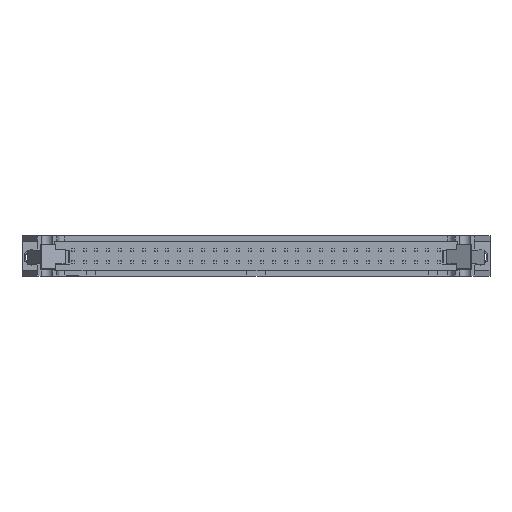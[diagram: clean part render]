
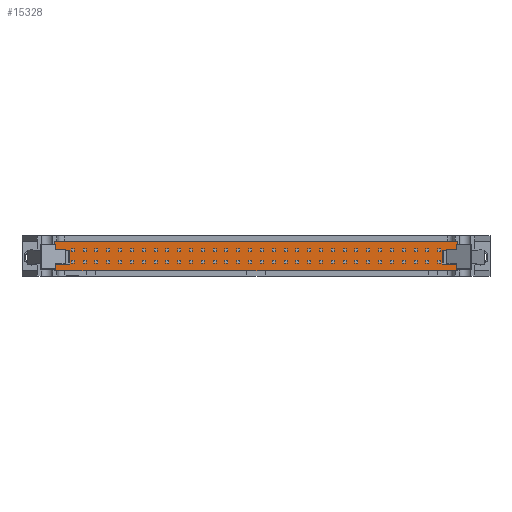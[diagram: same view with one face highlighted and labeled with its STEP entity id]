
A CAD part, top view. The second image highlights one B-rep face of the part: STEP entity #15328.
In plain terms, the highlighted planar face has unit normal (0, 0, 1).
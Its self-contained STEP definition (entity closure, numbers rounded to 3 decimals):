
#74=B_SPLINE_CURVE_WITH_KNOTS($,1,(#22013,#22014),.UNSPECIFIED.,.F.,.F.,
(2,2),(0.,1.),.UNSPECIFIED.);
#76=B_SPLINE_CURVE_WITH_KNOTS($,1,(#22019,#22020),.UNSPECIFIED.,.F.,.F.,
(2,2),(0.,1.),.UNSPECIFIED.);
#141=B_SPLINE_CURVE_WITH_KNOTS($,1,(#22670,#22671),.UNSPECIFIED.,.F.,.F.,
(2,2),(0.,1.),.UNSPECIFIED.);
#176=B_SPLINE_CURVE_WITH_KNOTS($,1,(#22834,#22835),.UNSPECIFIED.,.F.,.F.,
(2,2),(0.,1.),.UNSPECIFIED.);
#178=B_SPLINE_CURVE_WITH_KNOTS($,1,(#22841,#22842),.UNSPECIFIED.,.F.,.F.,
(2,2),(0.,1.),.UNSPECIFIED.);
#181=B_SPLINE_CURVE_WITH_KNOTS($,1,(#22859,#22860),.UNSPECIFIED.,.F.,.F.,
(2,2),(0.,0.771),.UNSPECIFIED.);
#196=B_SPLINE_CURVE_WITH_KNOTS($,1,(#22960,#22961),.UNSPECIFIED.,.F.,.F.,
(2,2),(0.,1.),.UNSPECIFIED.);
#201=B_SPLINE_CURVE_WITH_KNOTS($,1,(#22976,#22977),.UNSPECIFIED.,.F.,.F.,
(2,2),(0.,1.),.UNSPECIFIED.);
#247=B_SPLINE_CURVE_WITH_KNOTS($,1,(#23337,#23338),.UNSPECIFIED.,.F.,.F.,
(2,2),(0.,1.),.UNSPECIFIED.);
#249=B_SPLINE_CURVE_WITH_KNOTS($,1,(#23345,#23346),.UNSPECIFIED.,.F.,.F.,
(2,2),(0.,1.),.UNSPECIFIED.);
#333=B_SPLINE_CURVE_WITH_KNOTS($,1,(#24114,#24115),.UNSPECIFIED.,.F.,.F.,
(2,2),(0.,1.),.UNSPECIFIED.);
#341=B_SPLINE_CURVE_WITH_KNOTS($,1,(#24148,#24149),.UNSPECIFIED.,.F.,.F.,
(2,2),(0.665,1.),.UNSPECIFIED.);
#342=B_SPLINE_CURVE_WITH_KNOTS($,1,(#24152,#24153),.UNSPECIFIED.,.F.,.F.,
(2,2),(0.,0.335),.UNSPECIFIED.);
#346=B_SPLINE_CURVE_WITH_KNOTS($,1,(#24166,#24167),.UNSPECIFIED.,.F.,.F.,
(2,2),(0.229,1.),.UNSPECIFIED.);
#650=PLANE($,#16620);
#1627=FACE_OUTER_BOUND($,#2640,.T.);
#2640=EDGE_LOOP($,(#11648,#11649,#11650,#11651,#11652,#11653,#11654,#11655,
#11656,#11657,#11658,#11659,#11660,#11661,#11662,#11663,#11664,#11665));
#3588=LINE($,#22861,#5386);
#3602=LINE($,#22906,#5400);
#3623=LINE($,#24151,#5421);
#3625=LINE($,#24168,#5423);
#5386=VECTOR($,#17859,30.988);
#5400=VECTOR($,#17881,4.064);
#5421=VECTOR($,#18022,66.04);
#5423=VECTOR($,#18028,30.988);
#7251=VERTEX_POINT($,#22003);
#7254=VERTEX_POINT($,#22010);
#7255=VERTEX_POINT($,#22016);
#7300=VERTEX_POINT($,#22667);
#7322=VERTEX_POINT($,#22831);
#7323=VERTEX_POINT($,#22838);
#7328=VERTEX_POINT($,#22856);
#7329=VERTEX_POINT($,#22858);
#7342=VERTEX_POINT($,#22898);
#7358=VERTEX_POINT($,#22950);
#7361=VERTEX_POINT($,#22957);
#7366=VERTEX_POINT($,#22973);
#7398=VERTEX_POINT($,#23334);
#7399=VERTEX_POINT($,#23340);
#7401=VERTEX_POINT($,#23344);
#7470=VERTEX_POINT($,#24147);
#7471=VERTEX_POINT($,#24150);
#7474=VERTEX_POINT($,#24165);
#8767=EDGE_CURVE($,#7251,#7254,#74,.F.);
#8769=EDGE_CURVE($,#7254,#7255,#76,.F.);
#8834=EDGE_CURVE($,#7300,#7255,#141,.F.);
#8869=EDGE_CURVE($,#7322,#7300,#176,.F.);
#8871=EDGE_CURVE($,#7323,#7322,#178,.F.);
#8878=EDGE_CURVE($,#7329,#7251,#181,.F.);
#8879=EDGE_CURVE($,#7329,#7328,#3588,.T.);
#8899=EDGE_CURVE($,#7328,#7342,#3602,.T.);
#8922=EDGE_CURVE($,#7361,#7358,#196,.F.);
#8927=EDGE_CURVE($,#7366,#7361,#201,.F.);
#8973=EDGE_CURVE($,#7398,#7366,#247,.F.);
#8975=EDGE_CURVE($,#7401,#7399,#249,.F.);
#9063=EDGE_CURVE($,#7398,#7401,#333,.F.);
#9077=EDGE_CURVE($,#7358,#7470,#341,.F.);
#9078=EDGE_CURVE($,#7471,#7470,#3623,.T.);
#9079=EDGE_CURVE($,#7471,#7323,#342,.F.);
#9084=EDGE_CURVE($,#7399,#7474,#346,.F.);
#9085=EDGE_CURVE($,#7342,#7474,#3625,.T.);
#11648=ORIENTED_EDGE($,*,*,#9077,.F.);
#11649=ORIENTED_EDGE($,*,*,#8922,.F.);
#11650=ORIENTED_EDGE($,*,*,#8927,.F.);
#11651=ORIENTED_EDGE($,*,*,#8973,.F.);
#11652=ORIENTED_EDGE($,*,*,#9063,.T.);
#11653=ORIENTED_EDGE($,*,*,#8975,.T.);
#11654=ORIENTED_EDGE($,*,*,#9084,.T.);
#11655=ORIENTED_EDGE($,*,*,#9085,.F.);
#11656=ORIENTED_EDGE($,*,*,#8899,.F.);
#11657=ORIENTED_EDGE($,*,*,#8879,.F.);
#11658=ORIENTED_EDGE($,*,*,#8878,.T.);
#11659=ORIENTED_EDGE($,*,*,#8767,.T.);
#11660=ORIENTED_EDGE($,*,*,#8769,.T.);
#11661=ORIENTED_EDGE($,*,*,#8834,.F.);
#11662=ORIENTED_EDGE($,*,*,#8869,.F.);
#11663=ORIENTED_EDGE($,*,*,#8871,.F.);
#11664=ORIENTED_EDGE($,*,*,#9079,.F.);
#11665=ORIENTED_EDGE($,*,*,#9078,.T.);
#15328=ADVANCED_FACE($,(#1627),#650,.F.);
#16620=AXIS2_PLACEMENT_3D($,#24164,#18026,#18027);
#17859=DIRECTION($,(-1.,0.,0.));
#17881=DIRECTION($,(-1.,0.,0.));
#18022=DIRECTION($,(-1.,0.,0.));
#18026=DIRECTION('center_axis',(0.,0.,-1.));
#18027=DIRECTION('ref_axis',(-1.,0.,0.));
#18028=DIRECTION($,(-1.,0.,0.));
#22003=CARTESIAN_POINT('',(43.307,-3.175,7.62));
#22010=CARTESIAN_POINT('',(43.307,-1.727,7.62));
#22013=CARTESIAN_POINT('Ctrl Pts',(43.307,-1.727,7.62));
#22014=CARTESIAN_POINT('Ctrl Pts',(43.307,-3.175,7.62));
#22016=CARTESIAN_POINT('',(40.005,-1.727,7.62));
#22019=CARTESIAN_POINT('Ctrl Pts',(40.005,-1.727,7.62));
#22020=CARTESIAN_POINT('Ctrl Pts',(43.307,-1.727,7.62));
#22667=CARTESIAN_POINT('',(40.005,1.27,7.62));
#22670=CARTESIAN_POINT('Ctrl Pts',(40.005,-1.727,7.62));
#22671=CARTESIAN_POINT('Ctrl Pts',(40.005,1.27,7.62));
#22831=CARTESIAN_POINT('',(43.307,1.27,7.62));
#22834=CARTESIAN_POINT('Ctrl Pts',(40.005,1.27,7.62));
#22835=CARTESIAN_POINT('Ctrl Pts',(43.307,1.27,7.62));
#22838=CARTESIAN_POINT('',(43.307,3.175,7.62));
#22841=CARTESIAN_POINT('Ctrl Pts',(43.307,1.27,7.62));
#22842=CARTESIAN_POINT('Ctrl Pts',(43.307,3.175,7.62));
#22856=CARTESIAN_POINT('',(2.032,-3.175,7.62));
#22858=CARTESIAN_POINT('',(33.02,-3.175,7.62));
#22859=CARTESIAN_POINT('Ctrl Pts',(43.307,-3.175,7.62));
#22860=CARTESIAN_POINT('Ctrl Pts',(33.02,-3.175,7.62));
#22861=CARTESIAN_POINT($,(15.24,-3.175,7.62));
#22898=CARTESIAN_POINT('',(-2.032,-3.175,7.62));
#22906=CARTESIAN_POINT($,(15.24,-3.175,7.62));
#22950=CARTESIAN_POINT('',(-43.307,3.175,7.62));
#22957=CARTESIAN_POINT('',(-43.307,1.27,7.62));
#22960=CARTESIAN_POINT('Ctrl Pts',(-43.307,3.175,7.62));
#22961=CARTESIAN_POINT('Ctrl Pts',(-43.307,1.27,7.62));
#22973=CARTESIAN_POINT('',(-40.005,1.27,7.62));
#22976=CARTESIAN_POINT('Ctrl Pts',(-43.307,1.27,7.62));
#22977=CARTESIAN_POINT('Ctrl Pts',(-40.005,1.27,7.62));
#23334=CARTESIAN_POINT('',(-40.005,-1.727,7.62));
#23337=CARTESIAN_POINT('Ctrl Pts',(-40.005,1.27,7.62));
#23338=CARTESIAN_POINT('Ctrl Pts',(-40.005,-1.727,7.62));
#23340=CARTESIAN_POINT('',(-43.307,-3.175,7.62));
#23344=CARTESIAN_POINT('',(-43.307,-1.727,7.62));
#23345=CARTESIAN_POINT('Ctrl Pts',(-43.307,-3.175,7.62));
#23346=CARTESIAN_POINT('Ctrl Pts',(-43.307,-1.727,7.62));
#24114=CARTESIAN_POINT('Ctrl Pts',(-43.307,-1.727,7.62));
#24115=CARTESIAN_POINT('Ctrl Pts',(-40.005,-1.727,7.62));
#24147=CARTESIAN_POINT('',(-33.02,3.175,7.62));
#24148=CARTESIAN_POINT('Ctrl Pts',(-33.02,3.175,7.62));
#24149=CARTESIAN_POINT('Ctrl Pts',(-43.307,3.175,7.62));
#24150=CARTESIAN_POINT('',(33.02,3.175,7.62));
#24151=CARTESIAN_POINT($,(24.13,3.175,7.62));
#24152=CARTESIAN_POINT('Ctrl Pts',(43.307,3.175,7.62));
#24153=CARTESIAN_POINT('Ctrl Pts',(33.02,3.175,7.62));
#24164=CARTESIAN_POINT('Origin',(-11.958,-3.302,7.62));
#24165=CARTESIAN_POINT('',(-33.02,-3.175,7.62));
#24166=CARTESIAN_POINT('Ctrl Pts',(-33.02,-3.175,7.62));
#24167=CARTESIAN_POINT('Ctrl Pts',(-43.307,-3.175,7.62));
#24168=CARTESIAN_POINT($,(15.24,-3.175,7.62));
